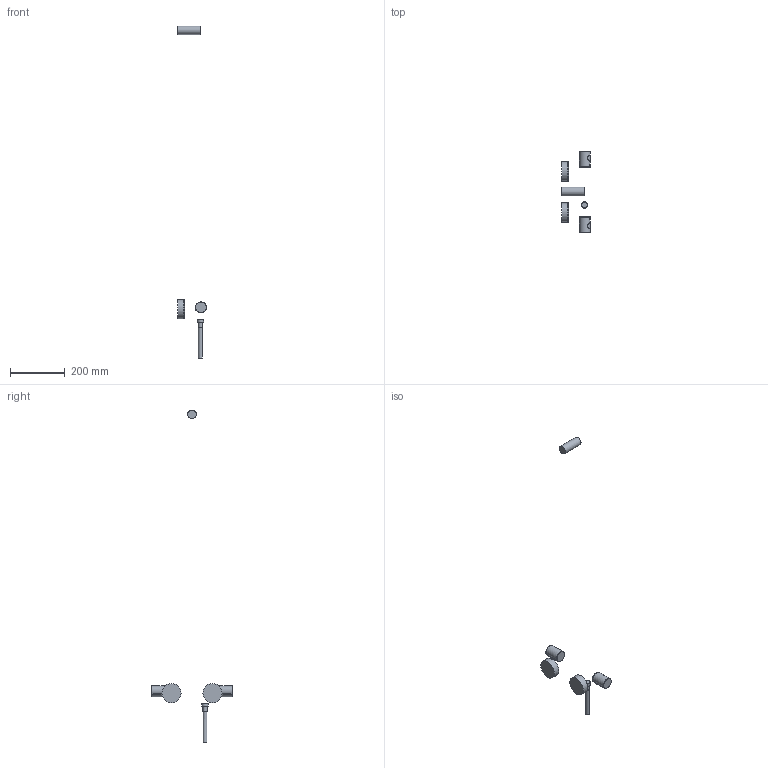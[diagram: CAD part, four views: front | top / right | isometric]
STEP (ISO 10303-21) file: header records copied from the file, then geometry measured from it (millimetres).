
FILE_DESCRIPTION(/* description */ ('Unknown'),/* implementation_level */ '2;1');
FILE_NAME(/* name */ '26689000',/* time_stamp */ '2022-08-26T15:12:17+02:00',/* author */ ('Unknown'),/* organization */ ('GROHE AG'),/* preprocessor_version */ 'ST-DEVELOPER v16.7',/* originating_system */ 'DEX',/* authorisation */ $);
FILE_SCHEMA (('AUTOMOTIVE_DESIGN {1 0 10303 214 3 1 1}'));
Length unit declared in the file: millimetre
Products named in the file (12): 26689000; 26689000_0; 26689000_1; 26689000_2; A4284282 handle-2 1000C 081107; A4284282 handle-2 1000C 081107_0; id268; 081107 GTM1000C Handles Update02; extrude#; shell#35; trim_sur
Assembly tree (11 placements, depth 2):
  26689000
    26689000
    26689000_0
    26689000_1
    26689000_2
    A4284282 handle-2 1000C 081107
    A4284282 handle-2 1000C 081107_0
    id268
    081107 GTM1000C Handles Update02
    extrude#
    shell#35
    trim_sur
Bounding box: 105.5 x 298.65 x 1213.89 mm (x, y, z)
Volume: 429873.5 mm3; surface area: 62965.6 mm2
Topology: 6 solids, 6 shells, 77 faces, 169 edges, 107 vertices
Faces by surface type: cylinder 20, plane 19, bspline 18, torus 13, cone 4, sphere 3
Full cylindrical faces by diameter (mm): 14.262 x1, 15 x1, 23 x1, 31.3 x1, 39 x2, 40 x4, 70 x2
Entity records: 2710 total; most frequent: CARTESIAN_POINT 1167, DIRECTION 260, ORIENTED_EDGE 222, AXIS2_PLACEMENT_3D 122, EDGE_CURVE 111, EDGE_LOOP 110, FACE_BOUND 110, VERTEX_POINT 79
